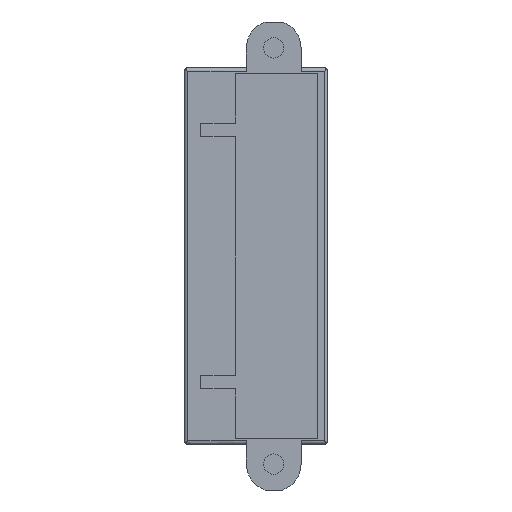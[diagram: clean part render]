
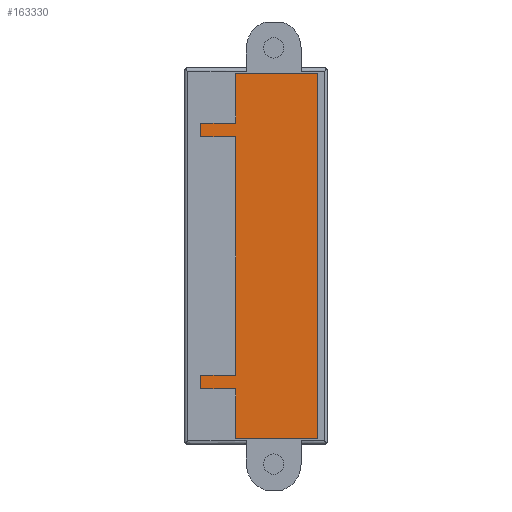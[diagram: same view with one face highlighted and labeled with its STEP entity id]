
A CAD part, left-side view. The second image highlights one B-rep face of the part: STEP entity #163330.
In plain terms, the highlighted face is planar.
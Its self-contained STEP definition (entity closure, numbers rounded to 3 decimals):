
#28770=CARTESIAN_POINT('',(0.8,16.,9.1));
#28780=VERTEX_POINT('',#28770);
#28810=CARTESIAN_POINT('',(0.8,16.,0.));
#28820=DIRECTION('',(-0.,0.,-1.));
#28830=VECTOR('',#28820,1.);
#28840=LINE('',#28810,#28830);
#28850=CARTESIAN_POINT('',(0.8,16.,-9.));
#28860=VERTEX_POINT('',#28850);
#28870=EDGE_CURVE('',#28780,#28860,#28840,.T.);
#162380=CARTESIAN_POINT('',(54.34,16.,9.1));
#162390=VERTEX_POINT('',#162380);
#162420=CARTESIAN_POINT('',(7.62,16.,9.1));
#162430=DIRECTION('',(1.,0.,0.));
#162440=VECTOR('',#162430,1.);
#162450=LINE('',#162420,#162440);
#162460=EDGE_CURVE('',#28780,#162390,#162450,.T.);
#162870=CARTESIAN_POINT('',(54.34,16.,0.));
#162880=DIRECTION('',(0.,0.,1.));
#162890=VECTOR('',#162880,1.);
#162900=LINE('',#162870,#162890);
#162910=CARTESIAN_POINT('',(54.34,16.,-9.));
#162920=VERTEX_POINT('',#162910);
#162930=EDGE_CURVE('',#162920,#162390,#162900,.T.);
#163170=CARTESIAN_POINT('',(9.62,16.,-2.));
#163180=DIRECTION('',(-0.,-1.,-0.));
#163190=DIRECTION('',(-1.,0.,0.));
#163200=AXIS2_PLACEMENT_3D('',#163170,#163180,#163190);
#163210=PLANE('',#163200);
#163220=ORIENTED_EDGE('',*,*,#162930,.T.);
#163230=CARTESIAN_POINT('',(0.,16.,-9.));
#163240=DIRECTION('',(1.,0.,0.));
#163250=VECTOR('',#163240,1.);
#163260=LINE('',#163230,#163250);
#163270=EDGE_CURVE('',#28860,#162920,#163260,.T.);
#163280=ORIENTED_EDGE('',*,*,#163270,.T.);
#163290=ORIENTED_EDGE('',*,*,#28870,.T.);
#163300=ORIENTED_EDGE('',*,*,#162460,.F.);
#163310=EDGE_LOOP('',(#163300,#163290,#163280,#163220));
#163320=FACE_OUTER_BOUND('',#163310,.T.);
#163330=ADVANCED_FACE('',(#163320),#163210,.T.);
